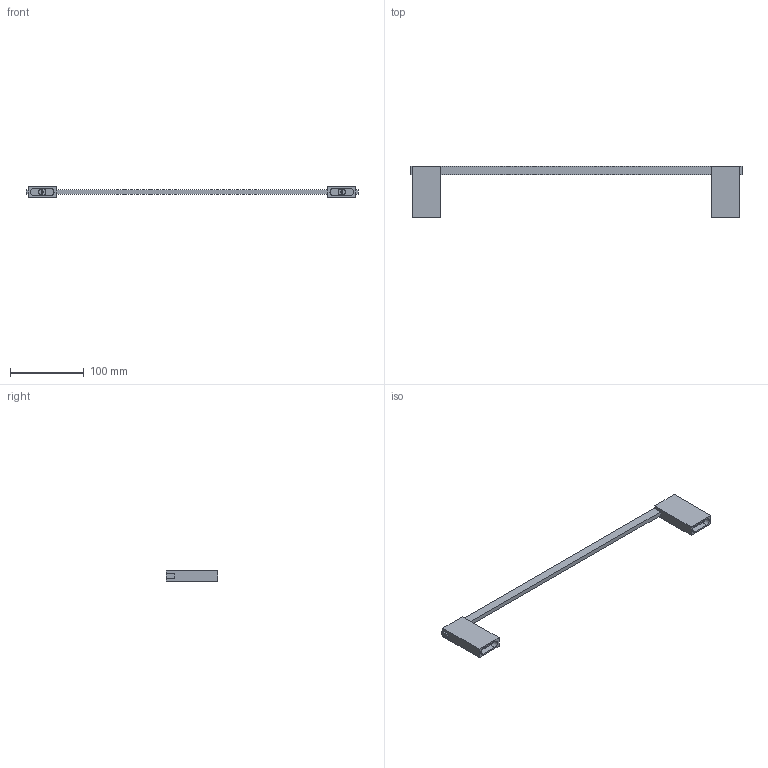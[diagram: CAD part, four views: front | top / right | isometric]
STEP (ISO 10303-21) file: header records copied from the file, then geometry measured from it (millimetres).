
FILE_DESCRIPTION (( 'STEP AP203' ), '1' );
FILE_NAME ('0927.STEP', '2021-01-22T05:32:30', ( '' ), ( '' ), 'SwSTEP 2.0', 'SolidWorks 2021', '' );
FILE_SCHEMA (( 'CONFIG_CONTROL_DESIGN' ));
Length unit declared in the file: millimetre
Products named in the file (3): 6L27-03; 0927; 6L00-01
Assembly tree (3 placements, depth 2):
  0927
    6L00-01  x2
    6L27-03
Bounding box: 450 x 70.2 x 14 mm (x, y, z)
Volume: 88575.6 mm3; surface area: 38882 mm2
Topology: 3 solids, 3 shells, 60 faces, 154 edges, 94 vertices
Faces by surface type: plane 40, cylinder 16, cone 4
Entity records: 1464 total; most frequent: CARTESIAN_POINT 250, DIRECTION 193, ORIENTED_EDGE 178, EDGE_CURVE 89, AXIS2_PLACEMENT_3D 65, LINE 63, VECTOR 63, VERTEX_POINT 56
